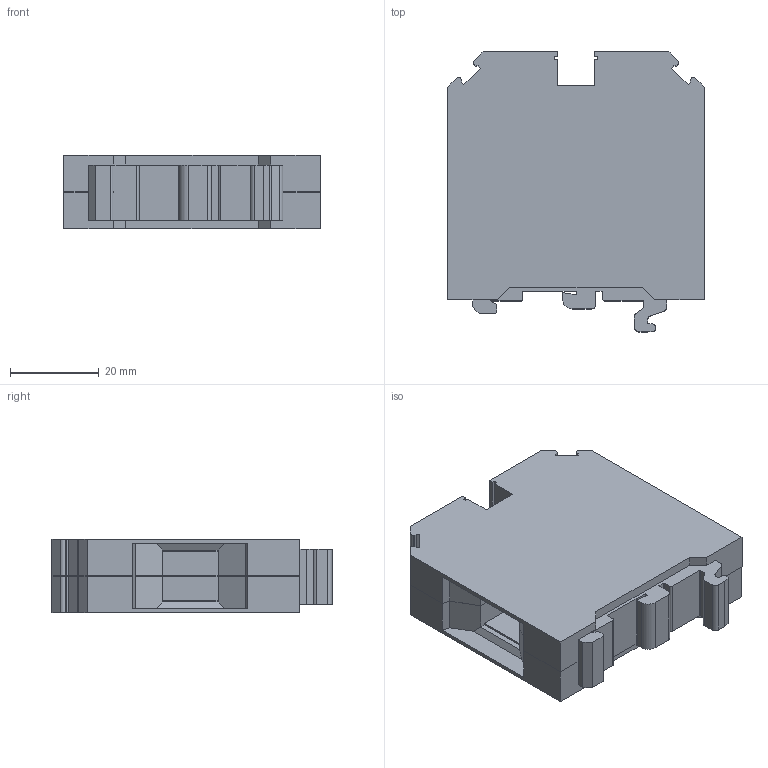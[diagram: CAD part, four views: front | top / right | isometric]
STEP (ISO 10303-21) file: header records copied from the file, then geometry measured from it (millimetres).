
FILE_DESCRIPTION(/* description */ ('Unknown'),/* implementation_level */ '2;1');
FILE_NAME(/* name */ 'ET35_3D_SOLID',/* time_stamp */ '2024-11-12T14:20:08+06:00',/* author */ ('Unknown'),/* organization */ ('Unknown'),/* preprocessor_version */ 'ST-DEVELOPER v16.7',/* originating_system */ 'Solid Edge',/* authorisation */ 'Unknown');
FILE_SCHEMA (('AUTOMOTIVE_DESIGN {1 0 10303 214 3 1 1}'));
Length unit declared in the file: millimetre
Products named in the file (1): ET35_GNYE_3D
Bounding box: 58 x 63.25 x 16.51 mm (x, y, z)
Volume: 43000 mm3; surface area: 16384.3 mm2
Topology: 1 solids, 3 shells, 355 faces, 1031 edges, 682 vertices
Faces by surface type: plane 259, cylinder 70, torus 18, cone 8
Full cylindrical faces by diameter (mm): 2 x4, 3 x5
Entity records: 14162 total; most frequent: CARTESIAN_POINT 2163, ORIENTED_EDGE 2038, DIRECTION 1863, EDGE_CURVE 1019, LINE 815, VECTOR 815, VERTEX_POINT 680, AXIS2_PLACEMENT_3D 524
